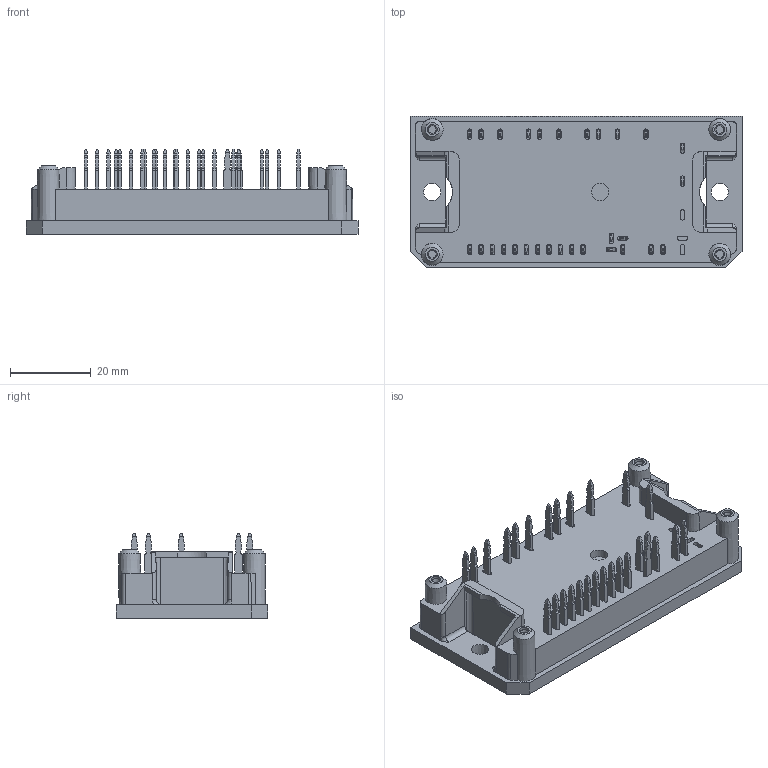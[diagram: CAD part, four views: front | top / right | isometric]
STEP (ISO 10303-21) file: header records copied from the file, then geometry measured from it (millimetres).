
FILE_DESCRIPTION(/* description */ ('Unknown'),/* implementation_level */ '2;1');
FILE_NAME(/* name */ 'Flow1-4T17Y-P580(290)-01-OL',/* time_stamp */ '2018-03-13T16:28:28+01:00',/* author */ ('Unknown'),/* organization */ ('Unknown'),/* preprocessor_version */ 'ST-DEVELOPER v16.7',/* originating_system */ 'DEX',/* authorisation */ $);
FILE_SCHEMA (('AUTOMOTIVE_DESIGN {1 0 10303 214 3 1 1}'));
Length unit declared in the file: millimetre
Products named in the file (1): Flow1-4T17Y-P580-01-OL
Bounding box: 82 x 37.4 x 21.23 mm (x, y, z)
Volume: 28553.3 mm3; surface area: 13720 mm2
Topology: 1 solids, 1 shells, 1000 faces, 2654 edges, 1723 vertices
Faces by surface type: plane 643, cylinder 261, cone 92, bspline 4
Full cylindrical faces by diameter (mm): 2.4 x4, 4.3 x1
Entity records: 37685 total; most frequent: CARTESIAN_POINT 5461, ORIENTED_EDGE 5236, DIRECTION 5230, EDGE_CURVE 2618, LINE 1952, VECTOR 1952, VERTEX_POINT 1710, AXIS2_PLACEMENT_3D 1639
